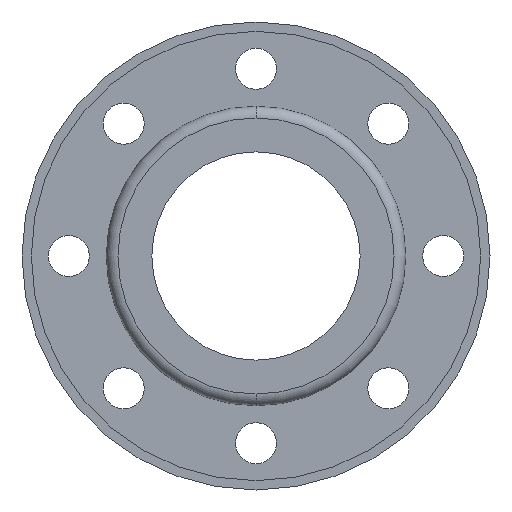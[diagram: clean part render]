
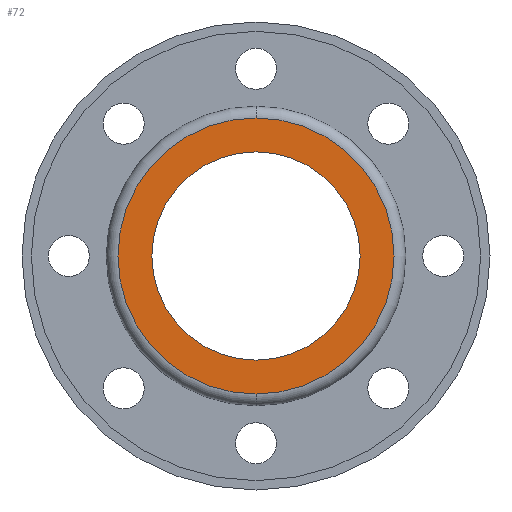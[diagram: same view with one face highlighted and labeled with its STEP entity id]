
A CAD part, front view. The second image highlights one B-rep face of the part: STEP entity #72.
In plain terms, the highlighted planar face has unit normal (0, -1, 0).
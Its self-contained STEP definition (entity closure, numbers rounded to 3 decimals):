
#4 = FACE_BOUND ( 'NONE', #15, .T. ) ;
#5 = EDGE_LOOP ( 'NONE', ( #563, #777 ) ) ;
#15 = EDGE_LOOP ( 'NONE', ( #1126, #325 ) ) ;
#72 = ADVANCED_FACE ( 'NONE', ( #4, #740 ), #1156, .T. ) ;
#78 = CIRCLE ( 'NONE', #717, 59. ) ;
#84 = DIRECTION ( 'NONE',  ( 0., -1., 0. ) ) ;
#92 = DIRECTION ( 'NONE',  ( 0., 0., 1. ) ) ;
#117 = AXIS2_PLACEMENT_3D ( 'NONE', #429, #994, #248 ) ;
#122 = EDGE_CURVE ( 'NONE', #484, #268, #421, .T. ) ;
#148 = DIRECTION ( 'NONE',  ( 0., 0., 1. ) ) ;
#161 = CARTESIAN_POINT ( 'NONE',  ( 0., 0., 0. ) ) ;
#201 = AXIS2_PLACEMENT_3D ( 'NONE', #430, #542, #826 ) ;
#214 = EDGE_CURVE ( 'NONE', #268, #484, #1060, .T. ) ;
#248 = DIRECTION ( 'NONE',  ( 0., 0., 1. ) ) ;
#268 = VERTEX_POINT ( 'NONE', #420 ) ;
#286 = CARTESIAN_POINT ( 'NONE',  ( -59., 0., 0. ) ) ;
#325 = ORIENTED_EDGE ( 'NONE', *, *, #214, .T. ) ;
#386 = VERTEX_POINT ( 'NONE', #713 ) ;
#420 = CARTESIAN_POINT ( 'NONE',  ( 0., 0., -44.5 ) ) ;
#421 = CIRCLE ( 'NONE', #201, 44.5 ) ;
#429 = CARTESIAN_POINT ( 'NONE',  ( 0., 0., 0. ) ) ;
#430 = CARTESIAN_POINT ( 'NONE',  ( 0., 0., 0. ) ) ;
#484 = VERTEX_POINT ( 'NONE', #734 ) ;
#516 = CARTESIAN_POINT ( 'NONE',  ( 0., 0., -59. ) ) ;
#542 = DIRECTION ( 'NONE',  ( 0., 1., 0. ) ) ;
#563 = ORIENTED_EDGE ( 'NONE', *, *, #974, .F. ) ;
#576 = CARTESIAN_POINT ( 'NONE',  ( 0., 0., 0. ) ) ;
#713 = CARTESIAN_POINT ( 'NONE',  ( 0., 0., 59. ) ) ;
#717 = AXIS2_PLACEMENT_3D ( 'NONE', #576, #865, #92 ) ;
#734 = CARTESIAN_POINT ( 'NONE',  ( 0., 0., 44.5 ) ) ;
#740 = FACE_OUTER_BOUND ( 'NONE', #5, .T. ) ;
#777 = ORIENTED_EDGE ( 'NONE', *, *, #1099, .F. ) ;
#826 = DIRECTION ( 'NONE',  ( 0., 0., 1. ) ) ;
#856 = VERTEX_POINT ( 'NONE', #516 ) ;
#865 = DIRECTION ( 'NONE',  ( 0., 1., 0. ) ) ;
#944 = AXIS2_PLACEMENT_3D ( 'NONE', #286, #84, #954 ) ;
#954 = DIRECTION ( 'NONE',  ( 0., 0., -1. ) ) ;
#974 = EDGE_CURVE ( 'NONE', #386, #856, #999, .T. ) ;
#994 = DIRECTION ( 'NONE',  ( 0., 1., 0. ) ) ;
#999 = CIRCLE ( 'NONE', #1168, 59. ) ;
#1060 = CIRCLE ( 'NONE', #117, 44.5 ) ;
#1099 = EDGE_CURVE ( 'NONE', #856, #386, #78, .T. ) ;
#1126 = ORIENTED_EDGE ( 'NONE', *, *, #122, .T. ) ;
#1156 = PLANE ( 'NONE',  #944 ) ;
#1168 = AXIS2_PLACEMENT_3D ( 'NONE', #161, #1215, #148 ) ;
#1215 = DIRECTION ( 'NONE',  ( 0., 1., 0. ) ) ;
